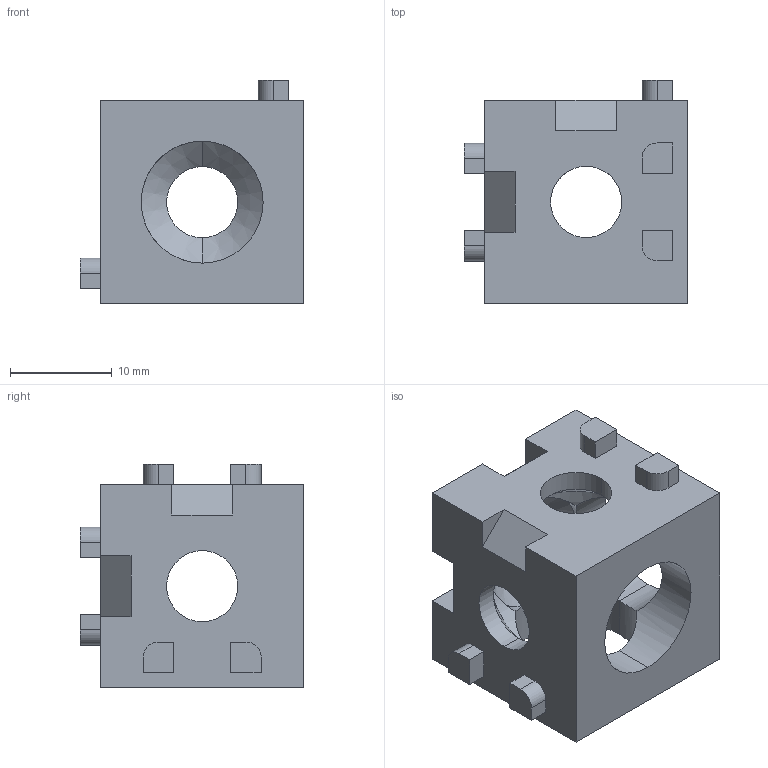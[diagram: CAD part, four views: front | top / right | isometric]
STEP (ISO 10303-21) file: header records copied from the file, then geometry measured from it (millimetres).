
FILE_DESCRIPTION (( 'STEP AP214' ), '1' );
FILE_NAME ('B843 3-õ ñòîðîííèé êóáè÷åñêèé ñîåäèíèòåëü 20õ20_D, ïàç 6.STEP', '2025-07-22T12:28:17', ( '' ), ( '' ), 'SwSTEP 2.0', 'SolidWorks 2025', '' );
FILE_SCHEMA (( 'AUTOMOTIVE_DESIGN' ));
Length unit declared in the file: millimetre
Products named in the file (1): B843 3-х сторонний кубический соединитель 20х20_D, паз 6
Bounding box: 22 x 22 x 22 mm (x, y, z)
Volume: 4370.3 mm3; surface area: 3083.2 mm2
Topology: 1 solids, 1 shells, 81 faces, 200 edges, 123 vertices
Faces by surface type: plane 45, cylinder 30, cone 6
Entity records: 2391 total; most frequent: CARTESIAN_POINT 474, ORIENTED_EDGE 400, DIRECTION 383, EDGE_CURVE 200, LINE 135, VECTOR 135, AXIS2_PLACEMENT_3D 124, VERTEX_POINT 123
